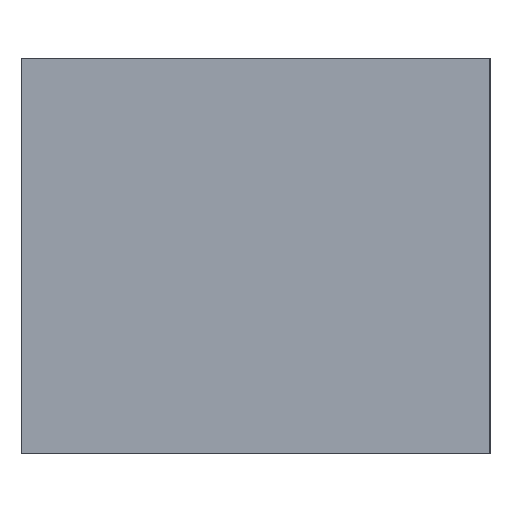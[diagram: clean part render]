
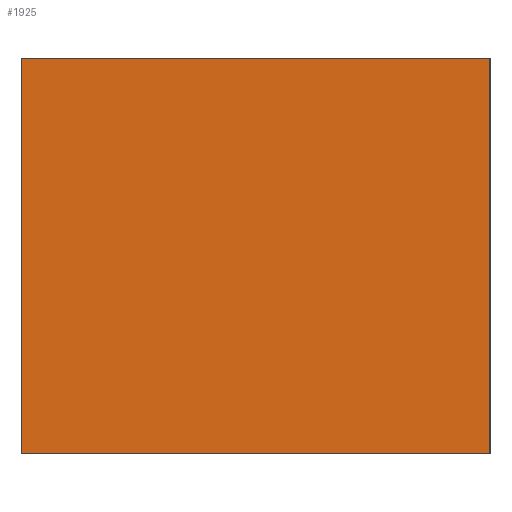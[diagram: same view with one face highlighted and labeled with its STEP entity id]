
A CAD part, left-side view. The second image highlights one B-rep face of the part: STEP entity #1925.
In plain terms, the highlighted planar face has unit normal (-1, 0, 0).
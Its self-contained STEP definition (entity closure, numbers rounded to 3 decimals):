
#10 = LINE ( 'NONE', #1522, #1759 ) ;
#66 = ORIENTED_EDGE ( 'NONE', *, *, #1035, .F. ) ;
#108 = CARTESIAN_POINT ( 'NONE',  ( -2., 20., 22. ) ) ;
#112 = LINE ( 'NONE', #1706, #1763 ) ;
#173 = ORIENTED_EDGE ( 'NONE', *, *, #862, .T. ) ;
#195 = FACE_OUTER_BOUND ( 'NONE', #332, .T. ) ;
#211 = AXIS2_PLACEMENT_3D ( 'NONE', #2116, #454, #2321 ) ;
#213 = LINE ( 'NONE', #431, #626 ) ;
#242 = CARTESIAN_POINT ( 'NONE',  ( -2., -6., 0. ) ) ;
#301 = LINE ( 'NONE', #1735, #1088 ) ;
#317 = CARTESIAN_POINT ( 'NONE',  ( -2., -6., 22. ) ) ;
#332 = EDGE_LOOP ( 'NONE', ( #528, #2262, #173, #66 ) ) ;
#387 = EDGE_CURVE ( 'NONE', #574, #481, #213, .T. ) ;
#431 = CARTESIAN_POINT ( 'NONE',  ( -2., 20., 22. ) ) ;
#454 = DIRECTION ( 'NONE',  ( -1., 0., 0. ) ) ;
#481 = VERTEX_POINT ( 'NONE', #1750 ) ;
#528 = ORIENTED_EDGE ( 'NONE', *, *, #1160, .T. ) ;
#574 = VERTEX_POINT ( 'NONE', #108 ) ;
#626 = VECTOR ( 'NONE', #1524, 1000. ) ;
#755 = VERTEX_POINT ( 'NONE', #317 ) ;
#862 = EDGE_CURVE ( 'NONE', #481, #926, #112, .T. ) ;
#926 = VERTEX_POINT ( 'NONE', #242 ) ;
#964 = DIRECTION ( 'NONE',  ( 0., -1., 0. ) ) ;
#1035 = EDGE_CURVE ( 'NONE', #755, #926, #301, .T. ) ;
#1088 = VECTOR ( 'NONE', #2272, 1000. ) ;
#1160 = EDGE_CURVE ( 'NONE', #755, #574, #10, .T. ) ;
#1522 = CARTESIAN_POINT ( 'NONE',  ( -2., 0., 22. ) ) ;
#1524 = DIRECTION ( 'NONE',  ( 0., 0., -1. ) ) ;
#1574 = PLANE ( 'NONE',  #211 ) ;
#1706 = CARTESIAN_POINT ( 'NONE',  ( -2., 0., 0. ) ) ;
#1735 = CARTESIAN_POINT ( 'NONE',  ( -2., -6., 22. ) ) ;
#1750 = CARTESIAN_POINT ( 'NONE',  ( -2., 20., 0. ) ) ;
#1759 = VECTOR ( 'NONE', #2235, 1000. ) ;
#1763 = VECTOR ( 'NONE', #964, 1000. ) ;
#1925 = ADVANCED_FACE ( 'NONE', ( #195 ), #1574, .T. ) ;
#2116 = CARTESIAN_POINT ( 'NONE',  ( -2., 0., 0. ) ) ;
#2235 = DIRECTION ( 'NONE',  ( 0., 1., 0. ) ) ;
#2262 = ORIENTED_EDGE ( 'NONE', *, *, #387, .T. ) ;
#2272 = DIRECTION ( 'NONE',  ( 0., 0., -1. ) ) ;
#2321 = DIRECTION ( 'NONE',  ( 0., 0., 1. ) ) ;
